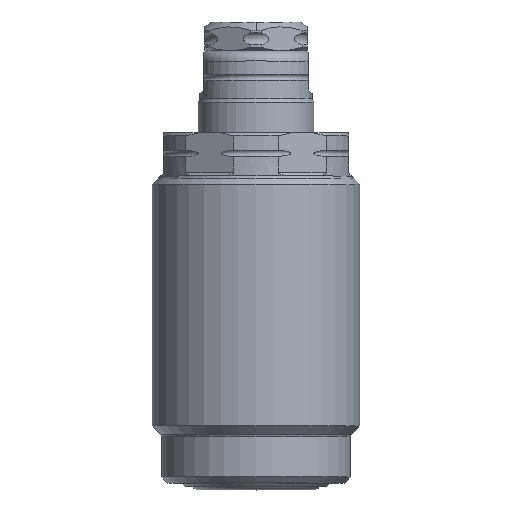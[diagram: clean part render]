
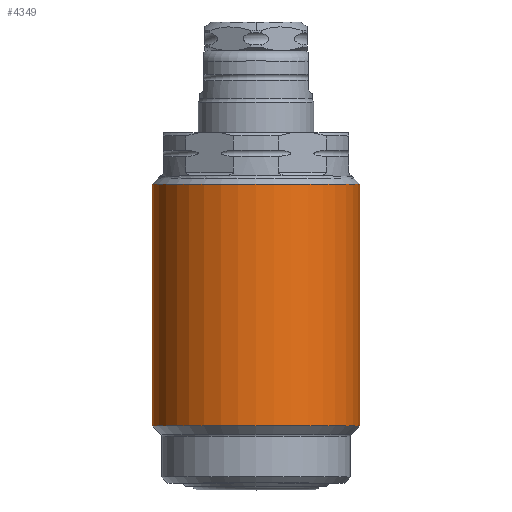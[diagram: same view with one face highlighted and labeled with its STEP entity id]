
A CAD part, top view. The second image highlights one B-rep face of the part: STEP entity #4349.
In plain terms, the highlighted cylindrical face has radius 12.827 mm (diameter 25.654 mm), a partial arc.
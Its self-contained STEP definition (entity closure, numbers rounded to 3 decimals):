
#309=DIRECTION('',(0.,1.,0.));
#310=VECTOR('',#309,29.885);
#311=CARTESIAN_POINT('',(12.827,5.085,0.));
#312=LINE('',#311,#310);
#316=DIRECTION('',(0.,1.,0.));
#317=VECTOR('',#316,29.885);
#318=CARTESIAN_POINT('',(-12.827,5.085,0.));
#319=LINE('',#318,#317);
#331=CARTESIAN_POINT('',(0.,5.085,0.));
#332=DIRECTION('',(0.,-1.,0.));
#333=DIRECTION('',(1.,0.,0.));
#334=AXIS2_PLACEMENT_3D('',#331,#332,#333);
#339=CARTESIAN_POINT('',(0.,34.97,0.));
#340=DIRECTION('',(0.,-1.,0.));
#341=DIRECTION('',(1.,0.,0.));
#342=AXIS2_PLACEMENT_3D('',#339,#340,#341);
#3762=CARTESIAN_POINT('',(12.827,5.085,0.));
#3763=VERTEX_POINT('',#3762);
#3764=CARTESIAN_POINT('',(12.827,34.97,0.));
#3765=VERTEX_POINT('',#3764);
#3770=CARTESIAN_POINT('',(-12.827,5.085,0.));
#3771=VERTEX_POINT('',#3770);
#3772=CARTESIAN_POINT('',(-12.827,34.97,0.));
#3773=VERTEX_POINT('',#3772);
#4337=CARTESIAN_POINT('',(0.,43.533,0.));
#4338=DIRECTION('',(0.,-1.,0.));
#4339=DIRECTION('',(-1.,0.,0.));
#4340=AXIS2_PLACEMENT_3D('',#4337,#4338,#4339);
#4341=CYLINDRICAL_SURFACE('',#4340,12.827);
#4342=ORIENTED_EDGE('',*,*,#4327,.F.);
#4343=ORIENTED_EDGE('',*,*,#4304,.T.);
#4344=ORIENTED_EDGE('',*,*,#4331,.T.);
#4346=ORIENTED_EDGE('',*,*,#4345,.F.);
#4347=EDGE_LOOP('',(#4342,#4343,#4344,#4346));
#4348=FACE_OUTER_BOUND('',#4347,.F.);
#335=CIRCLE('',#334,12.827);
#343=CIRCLE('',#342,12.827);
#4304=EDGE_CURVE('',#3763,#3771,#335,.T.);
#4327=EDGE_CURVE('',#3763,#3765,#312,.T.);
#4331=EDGE_CURVE('',#3771,#3773,#319,.T.);
#4345=EDGE_CURVE('',#3765,#3773,#343,.T.);
#4349=ADVANCED_FACE('',(#4348),#4341,.T.);
